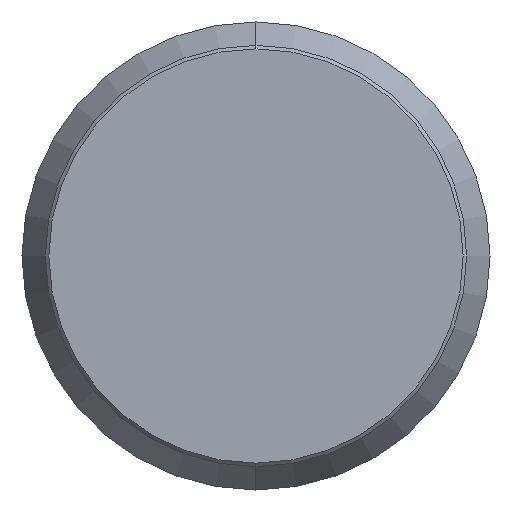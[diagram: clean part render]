
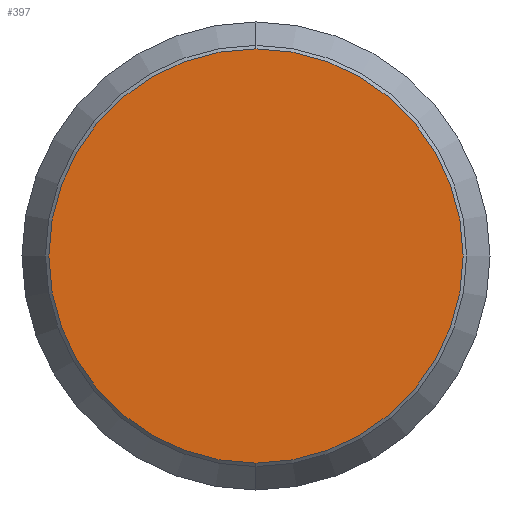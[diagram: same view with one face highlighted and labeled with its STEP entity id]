
A CAD part, left-side view. The second image highlights one B-rep face of the part: STEP entity #397.
In plain terms, the highlighted planar face has unit normal (-1, 0, 0).
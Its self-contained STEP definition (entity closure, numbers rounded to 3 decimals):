
#6 = EDGE_CURVE ( 'NONE', #475, #292, #342, .T. ) ;
#36 = DIRECTION ( 'NONE',  ( 0., 0., -1. ) ) ;
#41 = ORIENTED_EDGE ( 'NONE', *, *, #6, .T. ) ;
#55 = EDGE_CURVE ( 'NONE', #292, #475, #106, .T. ) ;
#65 = AXIS2_PLACEMENT_3D ( 'NONE', #305, #197, #36 ) ;
#92 = DIRECTION ( 'NONE',  ( 0., 0., 1. ) ) ;
#106 = CIRCLE ( 'NONE', #467, 17.7 ) ;
#133 = CARTESIAN_POINT ( 'NONE',  ( 0., 0., 0. ) ) ;
#197 = DIRECTION ( 'NONE',  ( 1., 0., 0. ) ) ;
#227 = CARTESIAN_POINT ( 'NONE',  ( 0., 0., -17.7 ) ) ;
#258 = ORIENTED_EDGE ( 'NONE', *, *, #55, .T. ) ;
#284 = DIRECTION ( 'NONE',  ( 0., 0., 1. ) ) ;
#292 = VERTEX_POINT ( 'NONE', #408 ) ;
#305 = CARTESIAN_POINT ( 'NONE',  ( 0., 0., 0. ) ) ;
#327 = DIRECTION ( 'NONE',  ( -1., 0., 0. ) ) ;
#333 = EDGE_LOOP ( 'NONE', ( #41, #258 ) ) ;
#342 = CIRCLE ( 'NONE', #447, 17.7 ) ;
#397 = ADVANCED_FACE ( 'NONE', ( #432 ), #425, .F. ) ;
#408 = CARTESIAN_POINT ( 'NONE',  ( 0., 0., 17.7 ) ) ;
#425 = PLANE ( 'NONE',  #65 ) ;
#432 = FACE_OUTER_BOUND ( 'NONE', #333, .T. ) ;
#437 = CARTESIAN_POINT ( 'NONE',  ( 0., 0., 0. ) ) ;
#447 = AXIS2_PLACEMENT_3D ( 'NONE', #133, #469, #284 ) ;
#467 = AXIS2_PLACEMENT_3D ( 'NONE', #437, #327, #92 ) ;
#469 = DIRECTION ( 'NONE',  ( -1., 0., 0. ) ) ;
#475 = VERTEX_POINT ( 'NONE', #227 ) ;
